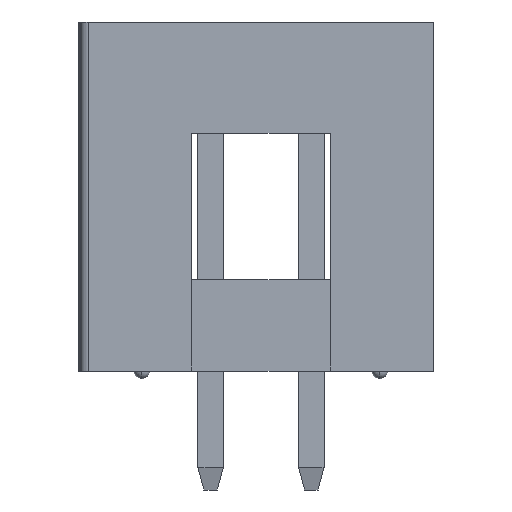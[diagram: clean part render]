
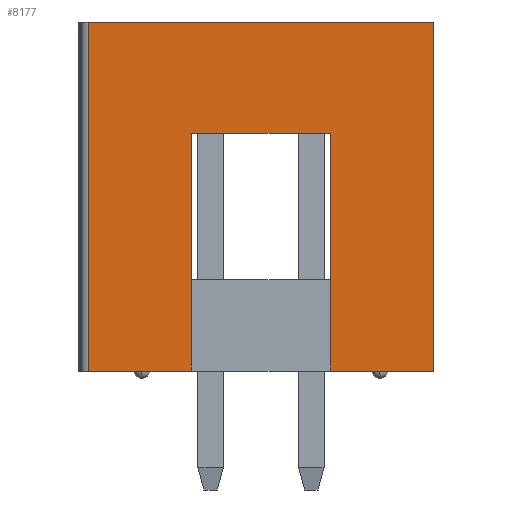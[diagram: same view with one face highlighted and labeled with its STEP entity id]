
A CAD part, left-side view. The second image highlights one B-rep face of the part: STEP entity #8177.
In plain terms, the highlighted planar face has unit normal (-1, 0, 0).
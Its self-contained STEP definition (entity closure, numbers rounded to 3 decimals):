
#97 = CARTESIAN_POINT ( 'NONE',  ( -16.285, -4.35, 8.8 ) ) ;
#243 = ORIENTED_EDGE ( 'NONE', *, *, #9212, .T. ) ;
#556 = DIRECTION ( 'NONE',  ( 1., 0., 0. ) ) ;
#780 = VERTEX_POINT ( 'NONE', #5098 ) ;
#1077 = ORIENTED_EDGE ( 'NONE', *, *, #4583, .F. ) ;
#1313 = CARTESIAN_POINT ( 'NONE',  ( -16.285, -4.35, 0. ) ) ;
#1475 = DIRECTION ( 'NONE',  ( 0., 0., -1. ) ) ;
#1720 = VECTOR ( 'NONE', #6387, 1000. ) ;
#1905 = CARTESIAN_POINT ( 'NONE',  ( -16.285, 4.35, 8.8 ) ) ;
#1932 = EDGE_CURVE ( 'NONE', #6146, #9207, #8479, .T. ) ;
#2015 = VECTOR ( 'NONE', #3489, 1000. ) ;
#2271 = EDGE_CURVE ( 'NONE', #10026, #6404, #6631, .T. ) ;
#2370 = CARTESIAN_POINT ( 'NONE',  ( -16.285, -4.35, 8.8 ) ) ;
#2738 = VECTOR ( 'NONE', #1475, 1000. ) ;
#2814 = ORIENTED_EDGE ( 'NONE', *, *, #7805, .T. ) ;
#2888 = VERTEX_POINT ( 'NONE', #3472 ) ;
#3062 = CARTESIAN_POINT ( 'NONE',  ( -16.285, -4.35, 8.8 ) ) ;
#3305 = VECTOR ( 'NONE', #4786, 1000. ) ;
#3348 = DIRECTION ( 'NONE',  ( 0., 0., -1. ) ) ;
#3472 = CARTESIAN_POINT ( 'NONE',  ( -16.285, -4.35, 0. ) ) ;
#3489 = DIRECTION ( 'NONE',  ( 0., 1., 0. ) ) ;
#3502 = DIRECTION ( 'NONE',  ( 0., -1., 0. ) ) ;
#3966 = LINE ( 'NONE', #6441, #2738 ) ;
#3989 = PLANE ( 'NONE',  #8422 ) ;
#4583 = EDGE_CURVE ( 'NONE', #6404, #780, #10463, .T. ) ;
#4633 = CARTESIAN_POINT ( 'NONE',  ( -16.285, 1.75, 6. ) ) ;
#4680 = LINE ( 'NONE', #7932, #6997 ) ;
#4786 = DIRECTION ( 'NONE',  ( 0., 0., -1. ) ) ;
#5098 = CARTESIAN_POINT ( 'NONE',  ( -16.285, 1.75, 0. ) ) ;
#5910 = ORIENTED_EDGE ( 'NONE', *, *, #7464, .F. ) ;
#6146 = VERTEX_POINT ( 'NONE', #1905 ) ;
#6207 = CARTESIAN_POINT ( 'NONE',  ( -16.285, 4.35, 0. ) ) ;
#6387 = DIRECTION ( 'NONE',  ( 0., -1., 0. ) ) ;
#6404 = VERTEX_POINT ( 'NONE', #4633 ) ;
#6414 = VECTOR ( 'NONE', #3502, 1000. ) ;
#6440 = EDGE_CURVE ( 'NONE', #6146, #9412, #3966, .T. ) ;
#6441 = CARTESIAN_POINT ( 'NONE',  ( -16.285, 4.35, 8.8 ) ) ;
#6513 = FACE_OUTER_BOUND ( 'NONE', #6571, .T. ) ;
#6571 = EDGE_LOOP ( 'NONE', ( #9376, #1077, #7279, #243, #2814, #5910, #9403, #9084 ) ) ;
#6631 = LINE ( 'NONE', #6737, #2015 ) ;
#6666 = LINE ( 'NONE', #97, #9109 ) ;
#6737 = CARTESIAN_POINT ( 'NONE',  ( -16.285, 1.75, 6. ) ) ;
#6761 = LINE ( 'NONE', #10903, #7377 ) ;
#6997 = VECTOR ( 'NONE', #10457, 1000. ) ;
#7279 = ORIENTED_EDGE ( 'NONE', *, *, #2271, .F. ) ;
#7377 = VECTOR ( 'NONE', #3348, 1000. ) ;
#7464 = EDGE_CURVE ( 'NONE', #9207, #2888, #6666, .T. ) ;
#7805 = EDGE_CURVE ( 'NONE', #9590, #2888, #4680, .T. ) ;
#7932 = CARTESIAN_POINT ( 'NONE',  ( -16.285, -4.35, 0. ) ) ;
#8177 = ADVANCED_FACE ( 'NONE', ( #6513 ), #3989, .F. ) ;
#8387 = DIRECTION ( 'NONE',  ( 0., 0., -1. ) ) ;
#8394 = CARTESIAN_POINT ( 'NONE',  ( -16.285, -1.75, 6. ) ) ;
#8422 = AXIS2_PLACEMENT_3D ( 'NONE', #2370, #556, #9061 ) ;
#8479 = LINE ( 'NONE', #9407, #6414 ) ;
#8978 = CARTESIAN_POINT ( 'NONE',  ( -16.285, 1.75, 6. ) ) ;
#9061 = DIRECTION ( 'NONE',  ( 0., 0., -1. ) ) ;
#9084 = ORIENTED_EDGE ( 'NONE', *, *, #6440, .T. ) ;
#9109 = VECTOR ( 'NONE', #8387, 1000. ) ;
#9207 = VERTEX_POINT ( 'NONE', #3062 ) ;
#9212 = EDGE_CURVE ( 'NONE', #10026, #9590, #6761, .T. ) ;
#9376 = ORIENTED_EDGE ( 'NONE', *, *, #10620, .T. ) ;
#9403 = ORIENTED_EDGE ( 'NONE', *, *, #1932, .F. ) ;
#9407 = CARTESIAN_POINT ( 'NONE',  ( -16.285, -4.35, 8.8 ) ) ;
#9412 = VERTEX_POINT ( 'NONE', #6207 ) ;
#9590 = VERTEX_POINT ( 'NONE', #10776 ) ;
#9860 = LINE ( 'NONE', #1313, #1720 ) ;
#10026 = VERTEX_POINT ( 'NONE', #8394 ) ;
#10457 = DIRECTION ( 'NONE',  ( 0., -1., 0. ) ) ;
#10463 = LINE ( 'NONE', #8978, #3305 ) ;
#10620 = EDGE_CURVE ( 'NONE', #9412, #780, #9860, .T. ) ;
#10776 = CARTESIAN_POINT ( 'NONE',  ( -16.285, -1.75, 0. ) ) ;
#10903 = CARTESIAN_POINT ( 'NONE',  ( -16.285, -1.75, 6. ) ) ;
